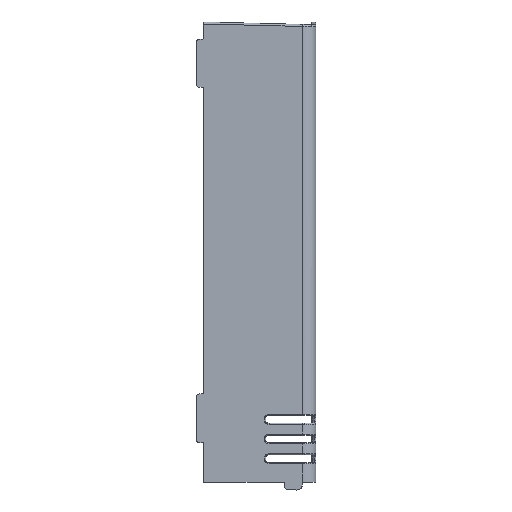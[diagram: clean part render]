
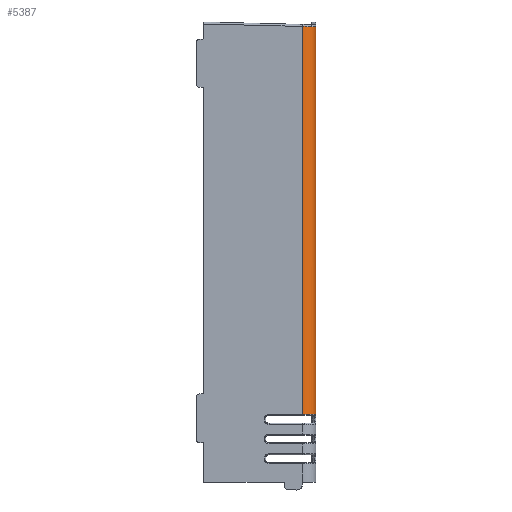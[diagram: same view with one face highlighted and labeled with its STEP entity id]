
A CAD part, top view. The second image highlights one B-rep face of the part: STEP entity #5387.
In plain terms, the highlighted cylindrical face has radius 7 mm (diameter 14 mm), a partial arc.
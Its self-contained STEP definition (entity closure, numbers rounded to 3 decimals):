
#49 = CYLINDRICAL_SURFACE ( 'NONE', #8328, 7. ) ;
#124 = CARTESIAN_POINT ( 'NONE',  ( 57., 231.382, 50. ) ) ;
#207 = CARTESIAN_POINT ( 'NONE',  ( 57., 231.382, 50. ) ) ;
#321 = CARTESIAN_POINT ( 'NONE',  ( 55.183, 34.474, 54.717 ) ) ;
#556 = EDGE_CURVE ( 'NONE', #4484, #6420, #2255, .T. ) ;
#696 = DIRECTION ( 'NONE',  ( 0., -1., 0. ) ) ;
#750 = VECTOR ( 'NONE', #6404, 1000. ) ;
#898 = CARTESIAN_POINT ( 'NONE',  ( 50.488, 34.463, 57. ) ) ;
#986 = CARTESIAN_POINT ( 'NONE',  ( 50., 235., 57. ) ) ;
#1060 = CARTESIAN_POINT ( 'NONE',  ( 54.455, 34.474, 55.409 ) ) ;
#1075 =( BOUNDED_CURVE ( )  B_SPLINE_CURVE ( 3, ( #5600, #5635, #2520, #1745 ),
 .UNSPECIFIED., .F., .F. ) 
 B_SPLINE_CURVE_WITH_KNOTS ( ( 4, 4 ),
 ( 6.074, 6.283 ),
 .UNSPECIFIED. ) 
 CURVE ( )  GEOMETRIC_REPRESENTATION_ITEM ( )  RATIONAL_B_SPLINE_CURVE ( ( 1., 0.996, 0.996, 1. ) ) 
 REPRESENTATION_ITEM ( '' )  );
#1369 = ORIENTED_EDGE ( 'NONE', *, *, #4553, .T. ) ;
#1652 = CARTESIAN_POINT ( 'NONE',  ( 50., 34.463, 57. ) ) ;
#1745 = CARTESIAN_POINT ( 'NONE',  ( 57., 34.463, 50. ) ) ;
#1776 = CARTESIAN_POINT ( 'NONE',  ( 55.406, 34.474, 54.46 ) ) ;
#1932 = CARTESIAN_POINT ( 'NONE',  ( 50., 231.382, 57. ) ) ;
#2255 =( BOUNDED_CURVE ( )  B_SPLINE_CURVE ( 3, ( #124, #5549, #5452, #5580 ),
 .UNSPECIFIED., .F., .F. ) 
 B_SPLINE_CURVE_WITH_KNOTS ( ( 4, 4 ),
 ( 5.498, 6.283 ),
 .UNSPECIFIED. ) 
 CURVE ( )  GEOMETRIC_REPRESENTATION_ITEM ( )  RATIONAL_B_SPLINE_CURVE ( ( 1., 0.949, 0.949, 1. ) ) 
 REPRESENTATION_ITEM ( '' )  );
#2287 =( BOUNDED_CURVE ( )  B_SPLINE_CURVE ( 3, ( #1652, #898, #8601, #3917 ),
 .UNSPECIFIED., .F., .F. ) 
 B_SPLINE_CURVE_WITH_KNOTS ( ( 4, 4 ),
 ( 0., 0.209 ),
 .UNSPECIFIED. ) 
 CURVE ( )  GEOMETRIC_REPRESENTATION_ITEM ( )  RATIONAL_B_SPLINE_CURVE ( ( 1., 0.996, 0.996, 1. ) ) 
 REPRESENTATION_ITEM ( '' )  );
#2520 = CARTESIAN_POINT ( 'NONE',  ( 57., 34.463, 50.488 ) ) ;
#2633 = CARTESIAN_POINT ( 'NONE',  ( 53.631, 34.473, 55.994 ) ) ;
#2656 = CARTESIAN_POINT ( 'NONE',  ( 57., 34.463, 50. ) ) ;
#3008 = VERTEX_POINT ( 'NONE', #2656 ) ;
#3750 = LINE ( 'NONE', #986, #750 ) ;
#3783 = FACE_OUTER_BOUND ( 'NONE', #8434, .T. ) ;
#3917 = CARTESIAN_POINT ( 'NONE',  ( 51.451, 34.467, 56.848 ) ) ;
#4078 = CARTESIAN_POINT ( 'NONE',  ( 52.115, 34.47, 56.707 ) ) ;
#4091 = CARTESIAN_POINT ( 'NONE',  ( 56.848, 34.467, 51.451 ) ) ;
#4167 = CARTESIAN_POINT ( 'NONE',  ( 51.881, 231.342, 57. ) ) ;
#4415 = CARTESIAN_POINT ( 'NONE',  ( 50., 235., 50. ) ) ;
#4484 = VERTEX_POINT ( 'NONE', #207 ) ;
#4553 = EDGE_CURVE ( 'NONE', #6420, #5766, #9020, .T. ) ;
#4840 = ORIENTED_EDGE ( 'NONE', *, *, #6824, .T. ) ;
#4933 = CARTESIAN_POINT ( 'NONE',  ( 51.451, 34.467, 56.848 ) ) ;
#4961 = CARTESIAN_POINT ( 'NONE',  ( 53.619, 231.321, 56.28 ) ) ;
#5126 = VERTEX_POINT ( 'NONE', #5734 ) ;
#5251 = DIRECTION ( 'NONE',  ( 0., 0., -1. ) ) ;
#5387 = ADVANCED_FACE ( 'NONE', ( #3783 ), #49, .T. ) ;
#5419 = ORIENTED_EDGE ( 'NONE', *, *, #6884, .T. ) ;
#5452 = CARTESIAN_POINT ( 'NONE',  ( 56.28, 231.321, 53.619 ) ) ;
#5549 = CARTESIAN_POINT ( 'NONE',  ( 57., 231.342, 51.881 ) ) ;
#5580 = CARTESIAN_POINT ( 'NONE',  ( 54.95, 231.321, 54.95 ) ) ;
#5598 = EDGE_CURVE ( 'NONE', #6429, #3008, #1075, .T. ) ;
#5600 = CARTESIAN_POINT ( 'NONE',  ( 56.848, 34.467, 51.451 ) ) ;
#5635 = CARTESIAN_POINT ( 'NONE',  ( 56.949, 34.464, 50.973 ) ) ;
#5734 = CARTESIAN_POINT ( 'NONE',  ( 50., 34.463, 57. ) ) ;
#5766 = VERTEX_POINT ( 'NONE', #7448 ) ;
#5865 = EDGE_CURVE ( 'NONE', #4484, #3008, #6586, .T. ) ;
#5992 = B_SPLINE_CURVE_WITH_KNOTS ( 'NONE', 3,
 ( #8770, #4078, #9524, #2633, #8073, #1060, #7247, #321, #1776, #6514, #7969, #6552, #7937, #8037 ),
 .UNSPECIFIED., .F., .F.,
 ( 4, 2, 2, 2, 2, 2, 4 ),
 ( 0., 0.002, 0.003, 0.004, 0.005, 0.006, 0.008 ),
 .UNSPECIFIED. ) ;
#6263 = ORIENTED_EDGE ( 'NONE', *, *, #5598, .T. ) ;
#6404 = DIRECTION ( 'NONE',  ( 0., 1., 0. ) ) ;
#6411 = ORIENTED_EDGE ( 'NONE', *, *, #556, .T. ) ;
#6420 = VERTEX_POINT ( 'NONE', #7295 ) ;
#6429 = VERTEX_POINT ( 'NONE', #4091 ) ;
#6514 = CARTESIAN_POINT ( 'NONE',  ( 55.809, 34.473, 53.92 ) ) ;
#6552 = CARTESIAN_POINT ( 'NONE',  ( 56.469, 34.471, 52.756 ) ) ;
#6586 = LINE ( 'NONE', #6962, #6816 ) ;
#6605 = CARTESIAN_POINT ( 'NONE',  ( 54.95, 231.321, 54.95 ) ) ;
#6816 = VECTOR ( 'NONE', #696, 1000. ) ;
#6824 = EDGE_CURVE ( 'NONE', #5126, #7487, #2287, .T. ) ;
#6884 = EDGE_CURVE ( 'NONE', #7487, #6429, #5992, .T. ) ;
#6962 = CARTESIAN_POINT ( 'NONE',  ( 57., 235., 50. ) ) ;
#7077 = ORIENTED_EDGE ( 'NONE', *, *, #7411, .F. ) ;
#7247 = CARTESIAN_POINT ( 'NONE',  ( 54.708, 34.474, 55.191 ) ) ;
#7295 = CARTESIAN_POINT ( 'NONE',  ( 54.95, 231.321, 54.95 ) ) ;
#7411 = EDGE_CURVE ( 'NONE', #5126, #5766, #3750, .T. ) ;
#7448 = CARTESIAN_POINT ( 'NONE',  ( 50., 231.382, 57. ) ) ;
#7487 = VERTEX_POINT ( 'NONE', #4933 ) ;
#7937 = CARTESIAN_POINT ( 'NONE',  ( 56.707, 34.47, 52.115 ) ) ;
#7969 = CARTESIAN_POINT ( 'NONE',  ( 55.99, 34.473, 53.638 ) ) ;
#8037 = CARTESIAN_POINT ( 'NONE',  ( 56.848, 34.467, 51.451 ) ) ;
#8073 = CARTESIAN_POINT ( 'NONE',  ( 53.918, 34.473, 55.811 ) ) ;
#8271 = ORIENTED_EDGE ( 'NONE', *, *, #5865, .F. ) ;
#8328 = AXIS2_PLACEMENT_3D ( 'NONE', #4415, #9841, #5251 ) ;
#8434 = EDGE_LOOP ( 'NONE', ( #5419, #6263, #8271, #6411, #1369, #7077, #4840 ) ) ;
#8601 = CARTESIAN_POINT ( 'NONE',  ( 50.973, 34.464, 56.949 ) ) ;
#8770 = CARTESIAN_POINT ( 'NONE',  ( 51.451, 34.467, 56.848 ) ) ;
#9020 =( BOUNDED_CURVE ( )  B_SPLINE_CURVE ( 3, ( #6605, #4961, #4167, #1932 ),
 .UNSPECIFIED., .F., .F. ) 
 B_SPLINE_CURVE_WITH_KNOTS ( ( 4, 4 ),
 ( 0., 0.785 ),
 .UNSPECIFIED. ) 
 CURVE ( )  GEOMETRIC_REPRESENTATION_ITEM ( )  RATIONAL_B_SPLINE_CURVE ( ( 1., 0.949, 0.949, 1. ) ) 
 REPRESENTATION_ITEM ( '' )  );
#9524 = CARTESIAN_POINT ( 'NONE',  ( 52.742, 34.471, 56.476 ) ) ;
#9841 = DIRECTION ( 'NONE',  ( 0., -1., 0. ) ) ;
